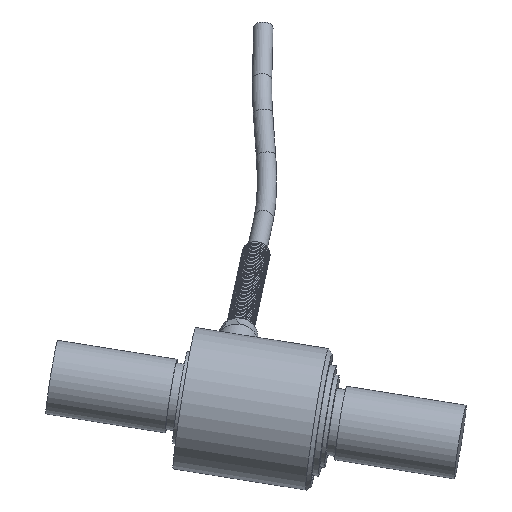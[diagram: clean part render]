
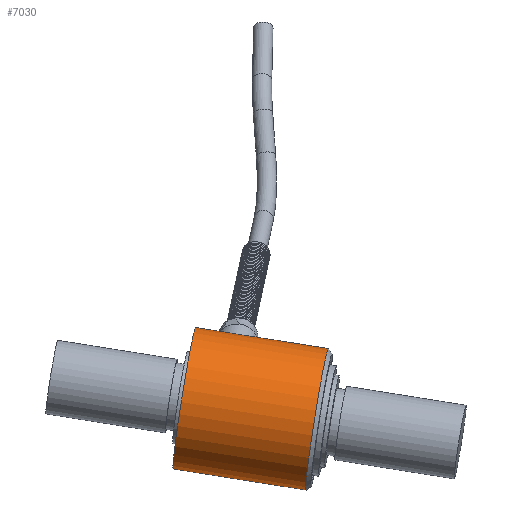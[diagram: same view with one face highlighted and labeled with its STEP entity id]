
A CAD part, left-side view. The second image highlights one B-rep face of the part: STEP entity #7030.
In plain terms, the highlighted cylindrical face has radius 12.192 mm (diameter 24.384 mm), a full revolution.
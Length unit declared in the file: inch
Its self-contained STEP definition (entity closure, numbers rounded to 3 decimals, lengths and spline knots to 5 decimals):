
#6744=CARTESIAN_POINT('',(0.48,0.,-0.716));
#6745=VERTEX_POINT('',#6744);
#6746=CARTESIAN_POINT('',(0.47573,0.06389,-0.73156));
#6747=VERTEX_POINT('',#6746);
#6748=CARTESIAN_POINT('',(0.48,0.,-0.716));
#6749=CARTESIAN_POINT('',(0.48,0.01756,-0.716));
#6750=CARTESIAN_POINT('',(0.47894,0.03622,-0.71953));
#6751=CARTESIAN_POINT('',(0.47663,0.05692,-0.72813));
#6752=CARTESIAN_POINT('',(0.47619,0.06045,-0.72977));
#6753=CARTESIAN_POINT('',(0.47573,0.06389,-0.73156));
#6754=B_SPLINE_CURVE_WITH_KNOTS('',3,(#6748,#6749,#6750,#6751,#6752,#6753),.UNSPECIFIED.,.F.,.U.,(4,2,4),(0.21075,0.26343,0.27449),.UNSPECIFIED.);
#6755=EDGE_CURVE('',#6745,#6747,#6754,.T.);
#6757=CARTESIAN_POINT('',(0.47496,-0.06941,-0.73457));
#6758=VERTEX_POINT('',#6757);
#6759=CARTESIAN_POINT('',(0.47496,-0.06941,-0.73457));
#6760=CARTESIAN_POINT('',(0.47571,-0.06425,-0.7316));
#6761=CARTESIAN_POINT('',(0.47641,-0.05887,-0.72894));
#6762=CARTESIAN_POINT('',(0.47894,-0.03622,-0.71953));
#6763=CARTESIAN_POINT('',(0.48,-0.01756,-0.716));
#6764=CARTESIAN_POINT('',(0.48,0.,-0.716));
#6765=B_SPLINE_CURVE_WITH_KNOTS('',3,(#6759,#6760,#6761,#6762,#6763,#6764),.UNSPECIFIED.,.F.,.U.,(4,2,4),(0.14102,0.15807,0.21075),.UNSPECIFIED.);
#6766=EDGE_CURVE('',#6758,#6745,#6765,.T.);
#6793=CARTESIAN_POINT('',(0.465,-0.11906,-0.92674));
#6794=VERTEX_POINT('',#6793);
#6802=CARTESIAN_POINT('',(0.47573,-0.06389,-0.97844));
#6803=VERTEX_POINT('',#6802);
#6804=CARTESIAN_POINT('',(0.47573,-0.06389,-0.97844));
#6805=CARTESIAN_POINT('',(0.47399,-0.07685,-0.97174));
#6806=CARTESIAN_POINT('',(0.47186,-0.08858,-0.96299));
#6807=CARTESIAN_POINT('',(0.46822,-0.106,-0.94558));
#6808=CARTESIAN_POINT('',(0.46652,-0.11311,-0.9366));
#6809=CARTESIAN_POINT('',(0.465,-0.11906,-0.92674));
#6810=B_SPLINE_CURVE_WITH_KNOTS('',3,(#6804,#6805,#6806,#6807,#6808,#6809),.UNSPECIFIED.,.F.,.U.,(4,2,4),(0.69598,0.7376,0.77066),.UNSPECIFIED.);
#6811=EDGE_CURVE('',#6803,#6794,#6810,.T.);
#6813=CARTESIAN_POINT('',(0.48,0.,-0.994));
#6814=VERTEX_POINT('',#6813);
#6815=CARTESIAN_POINT('',(0.48,0.,-0.994));
#6816=CARTESIAN_POINT('',(0.48,-0.01756,-0.994));
#6817=CARTESIAN_POINT('',(0.47894,-0.03622,-0.99047));
#6818=CARTESIAN_POINT('',(0.47663,-0.05692,-0.98187));
#6819=CARTESIAN_POINT('',(0.47619,-0.06045,-0.98023));
#6820=CARTESIAN_POINT('',(0.47573,-0.06389,-0.97844));
#6821=B_SPLINE_CURVE_WITH_KNOTS('',3,(#6815,#6816,#6817,#6818,#6819,#6820),.UNSPECIFIED.,.F.,.U.,(4,2,4),(0.63224,0.68492,0.69598),.UNSPECIFIED.);
#6822=EDGE_CURVE('',#6814,#6803,#6821,.T.);
#6824=CARTESIAN_POINT('',(0.47496,0.06941,-0.97543));
#6825=VERTEX_POINT('',#6824);
#6826=CARTESIAN_POINT('',(0.47496,0.06941,-0.97543));
#6827=CARTESIAN_POINT('',(0.47571,0.06425,-0.9784));
#6828=CARTESIAN_POINT('',(0.47641,0.05887,-0.98106));
#6829=CARTESIAN_POINT('',(0.47894,0.03622,-0.99047));
#6830=CARTESIAN_POINT('',(0.48,0.01756,-0.994));
#6831=CARTESIAN_POINT('',(0.48,0.,-0.994));
#6832=B_SPLINE_CURVE_WITH_KNOTS('',3,(#6826,#6827,#6828,#6829,#6830,#6831),.UNSPECIFIED.,.F.,.U.,(4,2,4),(0.56252,0.57956,0.63224),.UNSPECIFIED.);
#6833=EDGE_CURVE('',#6825,#6814,#6832,.T.);
#6860=CARTESIAN_POINT('',(0.465,0.11906,-0.78326));
#6861=VERTEX_POINT('',#6860);
#6869=CARTESIAN_POINT('',(0.47573,0.06389,-0.73156));
#6870=CARTESIAN_POINT('',(0.47399,0.07685,-0.73826));
#6871=CARTESIAN_POINT('',(0.47186,0.08858,-0.74701));
#6872=CARTESIAN_POINT('',(0.46822,0.106,-0.76442));
#6873=CARTESIAN_POINT('',(0.46652,0.11311,-0.7734));
#6874=CARTESIAN_POINT('',(0.465,0.11906,-0.78326));
#6875=B_SPLINE_CURVE_WITH_KNOTS('',3,(#6869,#6870,#6871,#6872,#6873,#6874),.UNSPECIFIED.,.F.,.U.,(4,2,4),(0.27449,0.31611,0.34917),.UNSPECIFIED.);
#6876=EDGE_CURVE('',#6747,#6861,#6875,.T.);
#6965=CARTESIAN_POINT('',(0.,0.,-1.095));
#6966=DIRECTION('',(0.0,0.0,-1.0));
#6967=DIRECTION('',(1.0,0.0,0.0));
#6968=AXIS2_PLACEMENT_3D('',#6965,#6966,#6967);
#6969=CYLINDRICAL_SURFACE('',#6968,0.48);
#6970=CARTESIAN_POINT('',(0.48,0.,-0.22));
#6971=VERTEX_POINT('',#6970);
#6972=CARTESIAN_POINT('',(0.,0.,-0.22));
#6973=DIRECTION('',(0.0,0.0,1.0));
#6974=DIRECTION('',(-1.0,0.0,0.0));
#6975=AXIS2_PLACEMENT_3D('',#6972,#6973,#6974);
#6976=CIRCLE('',#6975,0.48);
#6977=EDGE_CURVE('',#6971,#6971,#6976,.T.);
#6978=ORIENTED_EDGE('',*,*,#6977,.F.);
#6979=EDGE_LOOP('',(#6978));
#6980=FACE_OUTER_BOUND('',#6979,.T.);
#6981=ORIENTED_EDGE('',*,*,#6755,.T.);
#6982=ORIENTED_EDGE('',*,*,#6876,.T.);
#6983=CARTESIAN_POINT('',(0.465,0.11906,-0.87951));
#6984=VERTEX_POINT('',#6983);
#6985=CARTESIAN_POINT('',(0.465,0.11906,-0.78326));
#6986=DIRECTION('',(0.0,0.0,-1.0));
#6987=VECTOR('',#6986,0.09624);
#6988=LINE('',#6985,#6987);
#6989=EDGE_CURVE('',#6861,#6984,#6988,.T.);
#6990=ORIENTED_EDGE('',*,*,#6989,.T.);
#6991=CARTESIAN_POINT('',(0.,0.,-1.10953));
#6992=DIRECTION('',(0.,0.888,-0.46));
#6993=DIRECTION('',(0.,-0.46,-0.888));
#6994=AXIS2_PLACEMENT_3D('',#6991,#6992,#6993);
#6995=ELLIPSE('',#6994,1.04421,0.48);
#6996=EDGE_CURVE('',#6984,#6825,#6995,.T.);
#6997=ORIENTED_EDGE('',*,*,#6996,.T.);
#6998=ORIENTED_EDGE('',*,*,#6833,.T.);
#6999=ORIENTED_EDGE('',*,*,#6822,.T.);
#7000=ORIENTED_EDGE('',*,*,#6811,.T.);
#7001=CARTESIAN_POINT('',(0.465,-0.11906,-0.83049));
#7002=VERTEX_POINT('',#7001);
#7003=CARTESIAN_POINT('',(0.465,-0.11906,-0.92674));
#7004=DIRECTION('',(0.0,0.0,1.0));
#7005=VECTOR('',#7004,0.09624);
#7006=LINE('',#7003,#7005);
#7007=EDGE_CURVE('',#6794,#7002,#7006,.T.);
#7008=ORIENTED_EDGE('',*,*,#7007,.T.);
#7009=CARTESIAN_POINT('',(0.,0.,-0.60047));
#7010=DIRECTION('',(0.,-0.888,0.46));
#7011=DIRECTION('',(0.,-0.46,-0.888));
#7012=AXIS2_PLACEMENT_3D('',#7009,#7010,#7011);
#7013=ELLIPSE('',#7012,1.04421,0.48);
#7014=EDGE_CURVE('',#7002,#6758,#7013,.T.);
#7015=ORIENTED_EDGE('',*,*,#7014,.T.);
#7016=ORIENTED_EDGE('',*,*,#6766,.T.);
#7017=EDGE_LOOP('',(#6981,#6982,#6990,#6997,#6998,#6999,#7000,#7008,#7015,#7016));
#7018=FACE_BOUND('',#7017,.T.);
#7019=CARTESIAN_POINT('',(-0.48,0.,-1.12));
#7020=VERTEX_POINT('',#7019);
#7021=CARTESIAN_POINT('',(0.,0.,-1.12));
#7022=DIRECTION('',(0.0,0.0,-1.0));
#7023=DIRECTION('',(1.0,0.0,0.0));
#7024=AXIS2_PLACEMENT_3D('',#7021,#7022,#7023);
#7025=CIRCLE('',#7024,0.48);
#7026=EDGE_CURVE('',#7020,#7020,#7025,.T.);
#7027=ORIENTED_EDGE('',*,*,#7026,.F.);
#7028=EDGE_LOOP('',(#7027));
#7029=FACE_BOUND('',#7028,.T.);
#7030=ADVANCED_FACE('',(#6980,#7018,#7029),#6969,.T.);
